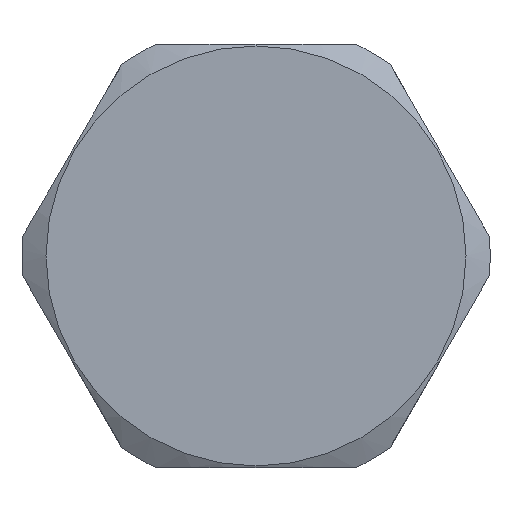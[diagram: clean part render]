
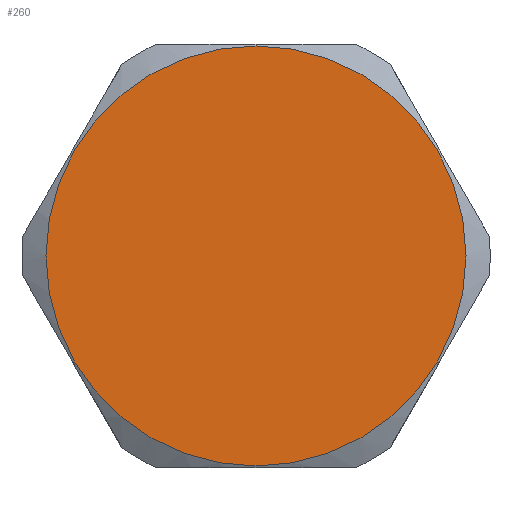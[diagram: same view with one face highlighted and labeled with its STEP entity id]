
A CAD part, top view. The second image highlights one B-rep face of the part: STEP entity #260.
In plain terms, the highlighted planar face has unit normal (0, 0, 1).
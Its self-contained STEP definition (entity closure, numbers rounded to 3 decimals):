
#260=ADVANCED_FACE('',(#294),#283,.T.);
#283=PLANE('',#567);
#294=FACE_OUTER_BOUND('',#308,.T.);
#308=EDGE_LOOP('',(#338));
#338=ORIENTED_EDGE('',*,*,#462,.T.);
#428=VERTEX_POINT('',#715);
#462=EDGE_CURVE('',#428,#428,#507,.T.);
#507=CIRCLE('',#566,21.8);
#566=AXIS2_PLACEMENT_3D('',#714,#610,#611);
#567=AXIS2_PLACEMENT_3D('',#716,#612,#613);
#610=DIRECTION('',(0.,0.,1.));
#611=DIRECTION('',(-0.866,0.5,0.));
#612=DIRECTION('',(0.,0.,1.));
#613=DIRECTION('',(1.,0.,0.));
#714=CARTESIAN_POINT('',(0.,0.,4.));
#715=CARTESIAN_POINT('',(-18.879,10.9,4.));
#716=CARTESIAN_POINT('',(-26.456,-26.73,4.));
